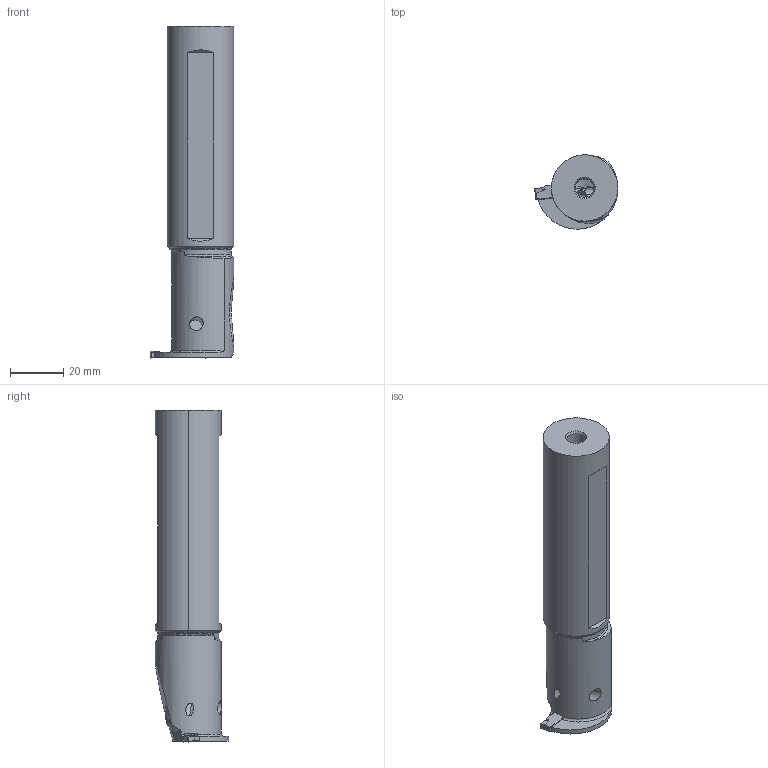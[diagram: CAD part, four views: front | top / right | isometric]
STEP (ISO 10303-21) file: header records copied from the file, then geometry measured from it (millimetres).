
FILE_DESCRIPTION(/* description */ (''),/* implementation_level */ '2;1');
FILE_NAME(/* name */ 'GYAR25K90B-E06_CW2_50_MR0_2.stp',/* time_stamp */ '2023-02-27T12:26:50+09:00',/* author */ (''),/* organization */ (''),/* preprocessor_version */ 'ST-DEVELOPER v16',/* originating_system */ 'SIEMENS PLM Software NX 10.0',/* authorisation */ '');
FILE_SCHEMA (('AUTOMOTIVE_DESIGN { 1 0 10303 214 3 1 1 1 }'));
Length unit declared in the file: millimetre
Products named in the file (1): GYAR25K90B-E06_CW2_50_MR0_2_ASM
Bounding box: 31.5 x 27.82 x 125 mm (x, y, z)
Volume: 52978.1 mm3; surface area: 13942.7 mm2
Topology: 2 solids, 2 shells, 127 faces, 406 edges, 312 vertices
Faces by surface type: cylinder 47, plane 45, cone 12, torus 8, bspline 7, extrusion 6, sphere 2
Entity records: 5954 total; most frequent: CARTESIAN_POINT 2368, ORIENTED_EDGE 748, DIRECTION 663, EDGE_CURVE 374, VERTEX_POINT 255, AXIS2_PLACEMENT_3D 251, VECTOR 161, LINE 155
